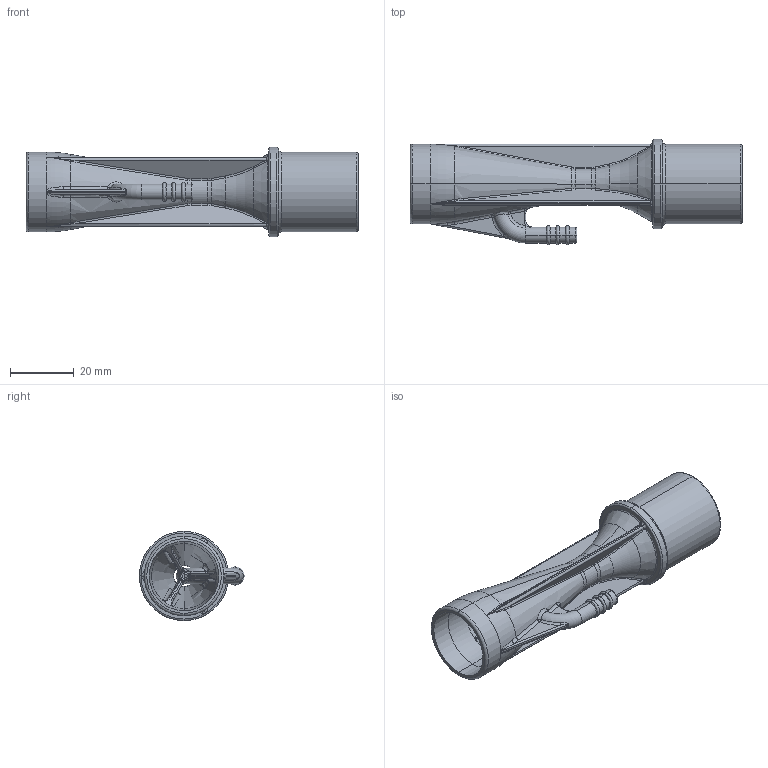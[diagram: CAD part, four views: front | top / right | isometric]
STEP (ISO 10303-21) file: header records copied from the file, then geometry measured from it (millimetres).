
FILE_DESCRIPTION (( 'STEP AP203' ), '1' );
FILE_NAME ('Venturi Nozzle revision 1 B=0,3.STEP', '2020-03-18T06:02:11', ( '' ), ( '' ), 'SwSTEP 2.0', 'SolidWorks 2018', '' );
FILE_SCHEMA (( 'CONFIG_CONTROL_DESIGN' ));
Length unit declared in the file: millimetre
Products named in the file (1): Venturi Nozzle revision 1 B=0,3
Bounding box: 104.13 x 33 x 28 mm (x, y, z)
Volume: 15018.5 mm3; surface area: 15151.4 mm2
Topology: 1 solids, 1 shells, 375 faces, 880 edges, 483 vertices
Faces by surface type: bspline 144, torus 104, cylinder 69, plane 29, cone 20, sphere 9
Entity records: 14924 total; most frequent: CARTESIAN_POINT 7354, ORIENTED_EDGE 1720, DIRECTION 1447, EDGE_CURVE 860, AXIS2_PLACEMENT_3D 672, VERTEX_POINT 483, CIRCLE 440, EDGE_LOOP 379
